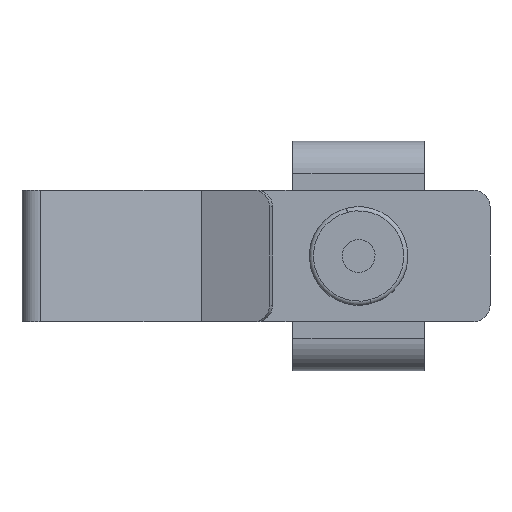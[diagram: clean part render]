
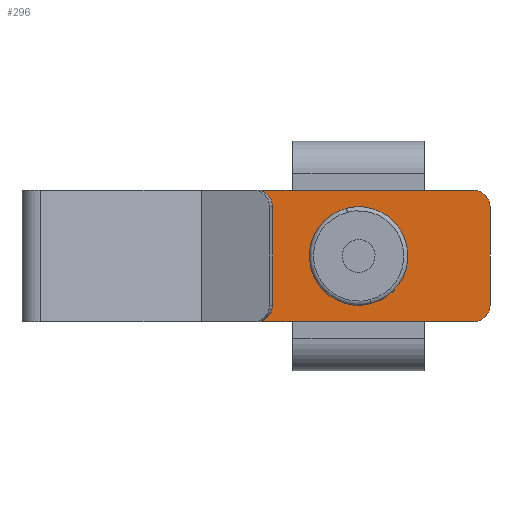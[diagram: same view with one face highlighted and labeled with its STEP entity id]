
A CAD part, front view. The second image highlights one B-rep face of the part: STEP entity #296.
In plain terms, the highlighted planar face has unit normal (0, -1, 0).
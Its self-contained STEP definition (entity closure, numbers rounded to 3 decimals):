
#296=ADVANCED_FACE('NONE',(#747,#748),#749,.F.);
#747=FACE_OUTER_BOUND('',#1352,.T.);
#748=FACE_BOUND('',#1353,.T.);
#749=PLANE('',#1354);
#1352=EDGE_LOOP('',(#3111,#3112,#3113,#3114,#3115,#3116));
#1353=EDGE_LOOP('',(#3117,#3118));
#1354=AXIS2_PLACEMENT_3D('',#3119,#3120,#3121);
#3111=ORIENTED_EDGE('',*,*,#4594,.T.);
#3112=ORIENTED_EDGE('',*,*,#4618,.T.);
#3113=ORIENTED_EDGE('',*,*,#4596,.F.);
#3114=ORIENTED_EDGE('',*,*,#4619,.T.);
#3115=ORIENTED_EDGE('',*,*,#4601,.F.);
#3116=ORIENTED_EDGE('',*,*,#4615,.F.);
#3117=ORIENTED_EDGE('',*,*,#4470,.F.);
#3118=ORIENTED_EDGE('',*,*,#4620,.F.);
#3119=CARTESIAN_POINT('',(14.0,4.95,0.));
#3120=DIRECTION('',(0.,1.0,0.));
#3121=DIRECTION('',(0.,0.,1.0));
#4470=EDGE_CURVE('NONE',#5176,#5177,#5178,.T.);
#4594=EDGE_CURVE('NONE',#5395,#5401,#5403,.T.);
#4596=EDGE_CURVE('NONE',#5405,#5406,#5407,.T.);
#4601=EDGE_CURVE('NONE',#5414,#5415,#5416,.T.);
#4615=EDGE_CURVE('NONE',#5395,#5414,#5435,.T.);
#4618=EDGE_CURVE('NONE',#5401,#5406,#5438,.T.);
#4619=EDGE_CURVE('NONE',#5405,#5415,#5439,.T.);
#4620=EDGE_CURVE('NONE',#5177,#5176,#5440,.T.);
#5176=VERTEX_POINT('NONE',#6190);
#5177=VERTEX_POINT('NONE',#6191);
#5178=CIRCLE('',#6192,1.6);
#5395=VERTEX_POINT('NONE',#6820);
#5401=VERTEX_POINT('NONE',#6828);
#5403=LINE('',#6831,#6832);
#5405=VERTEX_POINT('NONE',#6834);
#5406=VERTEX_POINT('NONE',#6835);
#5407=LINE('',#6836,#6837);
#5414=VERTEX_POINT('NONE',#6847);
#5415=VERTEX_POINT('NONE',#6848);
#5416=LINE('',#6849,#6850);
#5435=LINE('',#6876,#6877);
#5438=CIRCLE('',#6881,1.0);
#5439=CIRCLE('',#6882,1.0);
#5440=CIRCLE('',#6883,1.6);
#6190=CARTESIAN_POINT('',(21.6,4.95,0.));
#6191=CARTESIAN_POINT('',(18.4,4.95,0.));
#6192=AXIS2_PLACEMENT_3D('',#8396,#8397,#8398);
#6820=CARTESIAN_POINT('',(14.233,4.95,-4.0));
#6828=CARTESIAN_POINT('',(27.0,4.95,-4.));
#6831=CARTESIAN_POINT('',(14.0,4.95,-4.0));
#6832=VECTOR('',#8517,1000.0);
#6834=CARTESIAN_POINT('',(28.0,4.95,3.));
#6835=CARTESIAN_POINT('',(28.0,4.95,-3.));
#6836=CARTESIAN_POINT('',(28.0,4.95,0.));
#6837=VECTOR('',#8518,1000.0);
#6847=CARTESIAN_POINT('',(14.233,4.95,4.0));
#6848=CARTESIAN_POINT('',(27.0,4.95,4.0));
#6849=CARTESIAN_POINT('',(14.0,4.95,4.0));
#6850=VECTOR('',#8522,1000.0);
#6876=CARTESIAN_POINT('',(14.233,4.95,0.));
#6877=VECTOR('',#8539,1000.0);
#6881=AXIS2_PLACEMENT_3D('',#8541,#8542,#8543);
#6882=AXIS2_PLACEMENT_3D('',#8544,#8545,#8546);
#6883=AXIS2_PLACEMENT_3D('',#8547,#8548,#8549);
#8396=CARTESIAN_POINT('',(20.0,4.95,0.));
#8397=DIRECTION('',(0.,-1.0,0.));
#8398=DIRECTION('',(1.0,0.,0.));
#8517=DIRECTION('',(1.0,0.,0.));
#8518=DIRECTION('',(0.,0.,-1.0));
#8522=DIRECTION('',(1.0,0.,0.));
#8539=DIRECTION('',(0.,0.,1.0));
#8541=CARTESIAN_POINT('',(27.0,4.95,-3.0));
#8542=DIRECTION('',(0.,-1.0,0.));
#8543=DIRECTION('',(1.0,0.,0.));
#8544=CARTESIAN_POINT('',(27.0,4.95,3.0));
#8545=DIRECTION('',(0.,-1.0,0.));
#8546=DIRECTION('',(1.0,0.,0.));
#8547=CARTESIAN_POINT('',(20.0,4.95,0.));
#8548=DIRECTION('',(0.,-1.0,0.));
#8549=DIRECTION('',(1.0,0.,0.));
